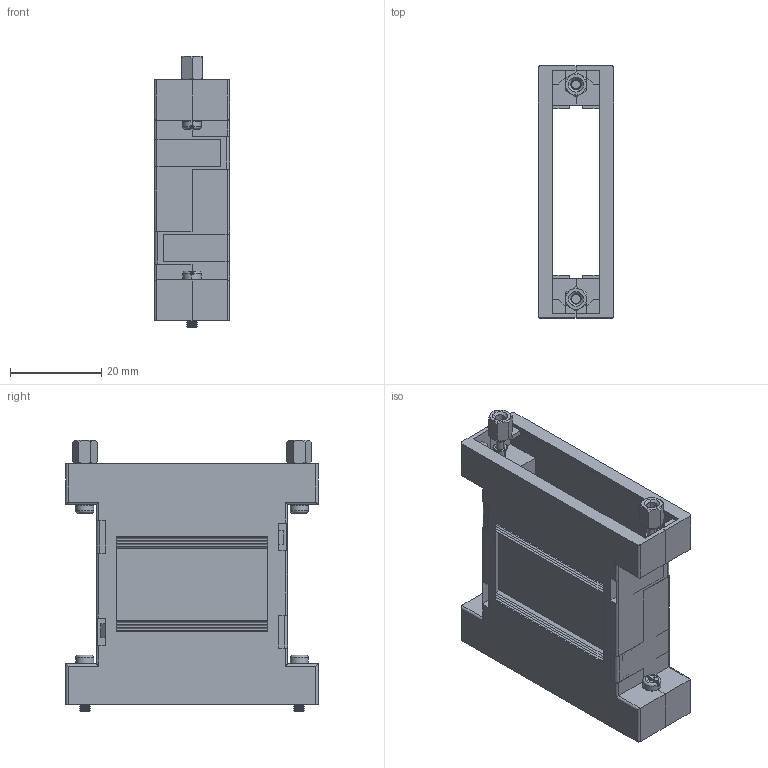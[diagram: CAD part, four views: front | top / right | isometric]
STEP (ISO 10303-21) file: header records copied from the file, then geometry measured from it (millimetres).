
FILE_DESCRIPTION (( 'STEP AP214' ), '1' );
FILE_NAME ('DHP25G_3D.STEP', '2020-10-23T15:06:55', ( '' ), ( '' ), 'SwSTEP 2.0', 'SolidWorks 2018', '' );
FILE_SCHEMA (( 'AUTOMOTIVE_DESIGN' ));
Length unit declared in the file: inch
Products named in the file (4): SDH-PROD_CSMUZ CABLE ASSEMBLIES; DHP25G_3D; DHP25B WINS MA2; DHP25G-MA1 WINS
Assembly tree (8 placements, depth 2):
  DHP25G_3D
    DHP25G-MA1 WINS  x2
    DHP25B WINS MA2  x4
    SDH-PROD_CSMUZ CABLE ASSEMBLIES  x2
Bounding box: 16.51 x 55.37 x 59.55 mm (x, y, z)
Volume: 11268.2 mm3; surface area: 17689 mm2
Topology: 8 solids, 8 shells, 698 faces, 1752 edges, 1080 vertices
Faces by surface type: plane 482, cone 104, cylinder 64, torus 24, bspline 16, sphere 8
Entity records: 8906 total; most frequent: CARTESIAN_POINT 1919, ORIENTED_EDGE 1440, DIRECTION 1370, EDGE_CURVE 720, VECTOR 592, LINE 592, VERTEX_POINT 450, AXIS2_PLACEMENT_3D 389
